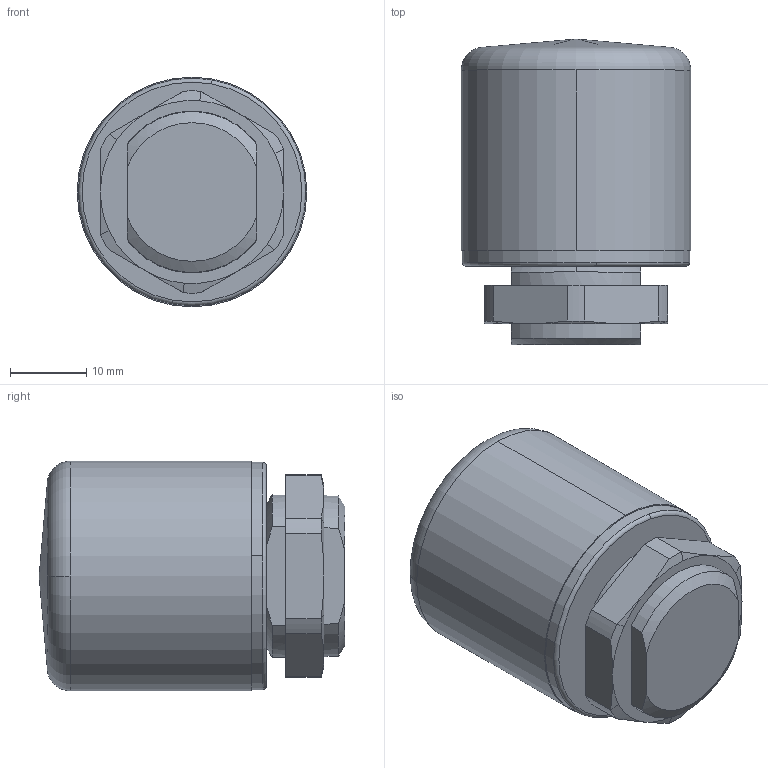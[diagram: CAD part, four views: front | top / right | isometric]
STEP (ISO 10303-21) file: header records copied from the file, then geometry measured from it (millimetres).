
FILE_DESCRIPTION (( 'STEP AP203' ), '1' );
FILE_NAME ('BNHG1-02-L.step', '2021-11-30T13:52:21', ( '' ), ( '' ), 'SwSTEP 2.0', 'SolidWorks 2021', '' );
FILE_SCHEMA (( 'CONFIG_CONTROL_DESIGN' ));
Length unit declared in the file: inch
Products named in the file (1): BNHG1-02-L
Bounding box: 30.1 x 40.06 x 30.1 mm (x, y, z)
Volume: 24482.4 mm3; surface area: 5131.8 mm2
Topology: 1 solids, 1 shells, 57 faces, 142 edges, 89 vertices
Faces by surface type: cone 24, plane 15, cylinder 10, torus 8
Entity records: 1757 total; most frequent: CARTESIAN_POINT 347, DIRECTION 296, ORIENTED_EDGE 280, EDGE_CURVE 140, AXIS2_PLACEMENT_3D 126, VERTEX_POINT 89, CIRCLE 68, EDGE_LOOP 61
